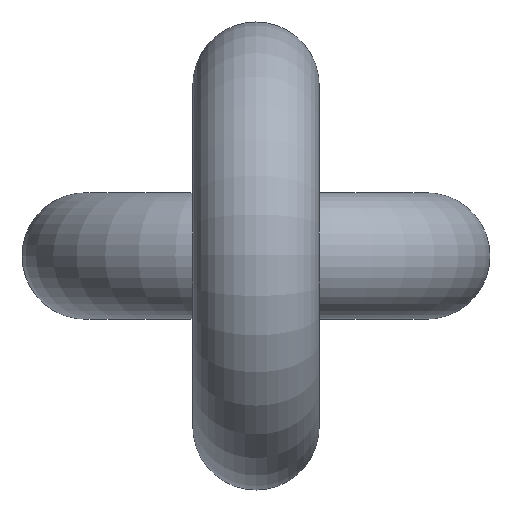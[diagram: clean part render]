
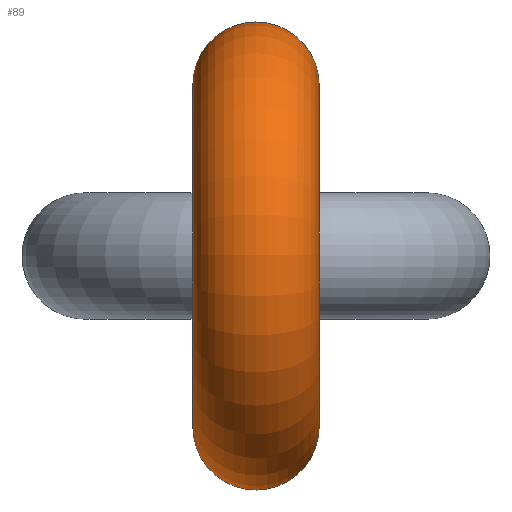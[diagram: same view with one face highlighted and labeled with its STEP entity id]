
A CAD part, left-side view. The second image highlights one B-rep face of the part: STEP entity #89.
In plain terms, the highlighted toroidal (fillet/blend) face has major radius 5.4 mm and minor radius 2 mm.
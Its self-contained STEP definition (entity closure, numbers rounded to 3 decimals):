
#79=TOROIDAL_SURFACE('',#226,5.4,2.);
#89=ADVANCED_FACE('',(#115,#116),#79,.T.);
#115=FACE_BOUND('',#139,.T.);
#116=FACE_BOUND('',#140,.T.);
#139=EDGE_LOOP('',(#163));
#140=EDGE_LOOP('',(#164));
#163=ORIENTED_EDGE('',*,*,#191,.T.);
#164=ORIENTED_EDGE('',*,*,#192,.F.);
#179=VERTEX_POINT('',#308);
#180=VERTEX_POINT('',#310);
#191=EDGE_CURVE('',#179,#179,#203,.T.);
#192=EDGE_CURVE('',#180,#180,#204,.T.);
#203=CIRCLE('',#224,2.);
#204=CIRCLE('',#225,2.);
#224=AXIS2_PLACEMENT_3D('',#307,#266,#267);
#225=AXIS2_PLACEMENT_3D('',#309,#268,#269);
#226=AXIS2_PLACEMENT_3D('',#311,#270,#271);
#266=DIRECTION('',(-1.,0.,0.));
#267=DIRECTION('',(0.,1.,0.));
#268=DIRECTION('',(1.,0.,0.));
#269=DIRECTION('',(0.,1.,0.));
#270=DIRECTION('',(0.,-1.,0.));
#271=DIRECTION('',(0.,0.,-1.));
#307=CARTESIAN_POINT('',(-14.6,0.,5.4));
#308=CARTESIAN_POINT('',(-14.6,2.,5.4));
#309=CARTESIAN_POINT('',(-14.6,0.,-5.4));
#310=CARTESIAN_POINT('',(-14.6,2.,-5.4));
#311=CARTESIAN_POINT('',(-14.6,0.,0.));
